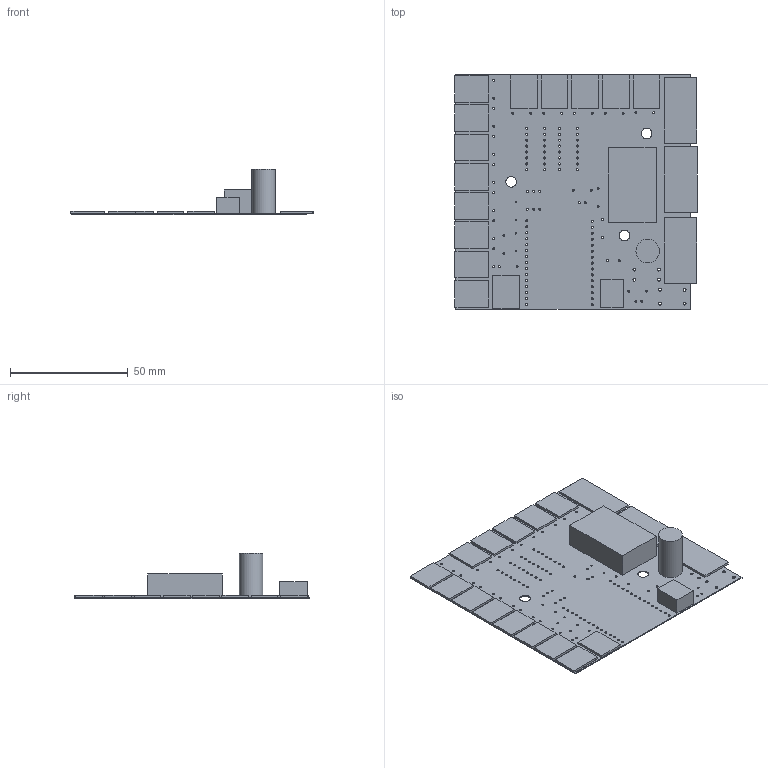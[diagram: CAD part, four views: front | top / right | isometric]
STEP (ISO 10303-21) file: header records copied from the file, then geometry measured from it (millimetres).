
FILE_DESCRIPTION(('Open CASCADE Model'),'2;1');
FILE_NAME('Open CASCADE Shape Model','2018-12-23T14:37:45',('Author'),( 'Open CASCADE'),'Open CASCADE STEP processor 6.8','Open CASCADE 6.8' ,'Unknown');
FILE_SCHEMA(('AUTOMOTIVE_DESIGN { 1 0 10303 214 1 1 1 1 }'));
Length unit declared in the file: millimetre
Products named in the file (34): PCB; Board; J1; 907412144; Extruded; U1; 907411736; P1; 907411600; L1; 753097008; Cylinder; J2; 907412008; J3; 907411872; J4; J5; J6; J7; J8; J9; J10; J11; J12; J13; J14; J15; P2; P3
Assembly tree (47 placements, depth 4):
  PCB
    Board
    J1
      907412144
        Extruded
    U1
      907411736
        Extruded
    P1
      907411600
        Extruded
    L1
      753097008
        Cylinder
    J2
      907412008
        Extruded
    J3
      907411872
        Extruded
    J4
      907412008
        Extruded
    J5
      907411872
        Extruded
    J6
      907412008
        Extruded
    J7
      907411872
        Extruded
    J8
      907412008
        Extruded
    J9
      907411872
        Extruded
    J10
      907411872
        Extruded
    J11
      907411872
        Extruded
    J12
      907412008
        Extruded
    J13
      907412008
        Extruded
    J14
      907411872
        Extruded
    J15
      907411872
        Extruded
    P2
      907411600
        Extruded
    P3
Bounding box: 103.11 x 99.82 x 19.41 mm (x, y, z)
Volume: 16238.4 mm3; surface area: 31364.4 mm2
Topology: 21 solids, 21 shells, 395 faces, 1059 edges, 706 vertices
Faces by surface type: cylinder 273, plane 122
Full cylindrical faces by diameter (mm): 0.7 x6, 0.8 x14, 0.85 x40, 0.889 x30, 0.9 x36, 1 x62, 1.2 x8, 1.4 x28, 1.5 x42, 1.524 x2, 2.032 x1, 4.5 x3, 10 x1
Entity records: 25620 total; most frequent: CARTESIAN_POINT 6950, DIRECTION 3389, ORIENTED_EDGE 1782, PCURVE 1782, DEFINITIONAL_REPRESENTATION 1782, LINE 1579, VECTOR 1579, AXIS2_PLACEMENT_3D 905
